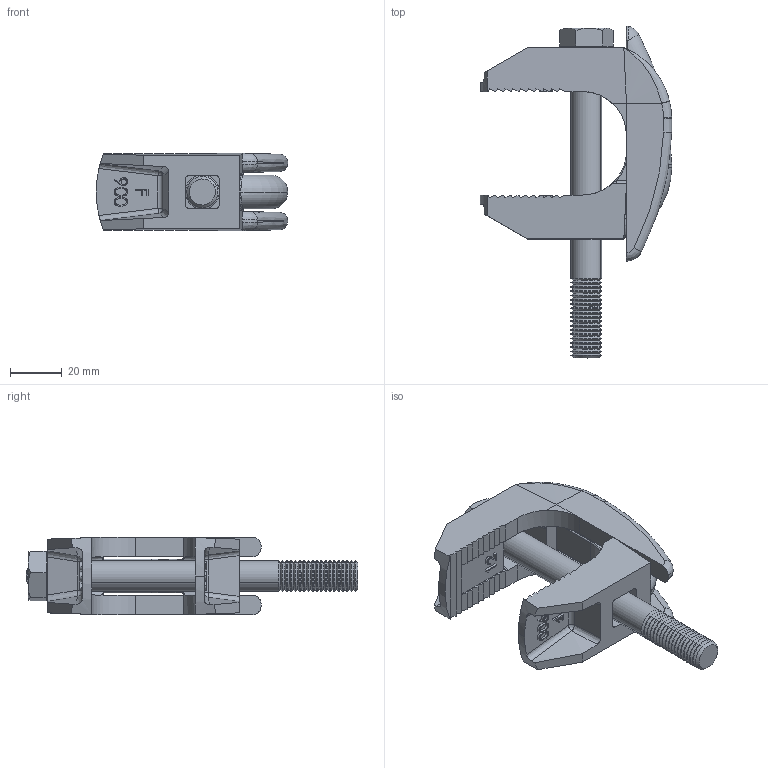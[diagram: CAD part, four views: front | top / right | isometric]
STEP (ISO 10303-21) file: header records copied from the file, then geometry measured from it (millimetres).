
FILE_DESCRIPTION (( 'STEP AP214' ), '1' );
FILE_NAME ('Baugruppe F9 M12.STEP', '2008-06-06T12:45:59', ( 'Gregorzyk' ), ( 'Lindapter' ), 'SwSTEP 2.0', 'SolidWorks 2008', '' );
FILE_SCHEMA (( 'AUTOMOTIVE_DESIGN' ));
Length unit declared in the file: millimetre
Products named in the file (4): F9 M12 D; Sechskantschraube ISO 4014_ISO 4014 - M12 x 120 x 30-S; F9 M12 S; Baugruppe F9 M12
Assembly tree (3 placements, depth 2):
  Baugruppe F9 M12
    Sechskantschraube ISO 4014_ISO 4014 - M12 x 120 x 30-S
    F9 M12 D
    F9 M12 S
Bounding box: 74 x 128.38 x 30 mm (x, y, z)
Volume: 75602.5 mm3; surface area: 29590.9 mm2
Topology: 3 solids, 3 shells, 534 faces, 1350 edges, 831 vertices
Faces by surface type: plane 245, bspline 120, cone 80, cylinder 73, torus 12, sphere 4
Entity records: 22648 total; most frequent: CARTESIAN_POINT 10731, ORIENTED_EDGE 2684, DIRECTION 2102, EDGE_CURVE 1342, VERTEX_POINT 831, VECTOR 752, LINE 752, AXIS2_PLACEMENT_3D 675
